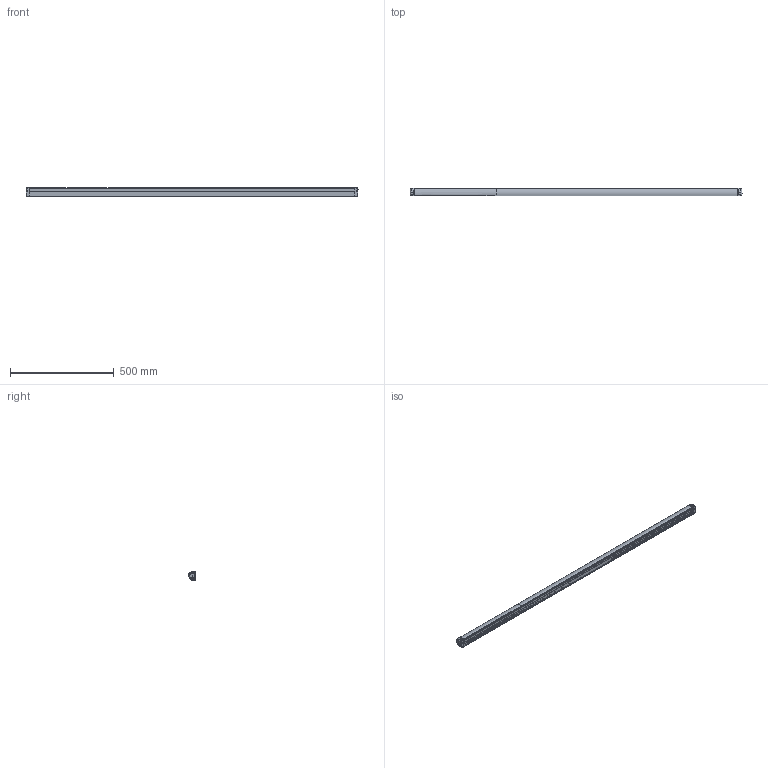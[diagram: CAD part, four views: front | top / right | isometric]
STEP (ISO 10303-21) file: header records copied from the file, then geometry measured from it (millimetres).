
FILE_DESCRIPTION((''),'2;1');
FILE_NAME('PROFIL_ENDDECKEL_SW0002','2012-02-23T',('dhelisch'),(''),'PRO/ENGINEER BY PARAMETRIC TECHNOLOGY CORPORATION, 2007250','PRO/ENGINEER BY PARAMETRIC TECHNOLOGY CORPORATION, 2007250','');
FILE_SCHEMA(('CONFIG_CONTROL_DESIGN'));
Length unit declared in the file: millimetre
Products named in the file (1): PROFIL_ENDDECKEL_SW0002
Bounding box: 1599.87 x 38.07 x 43.72 mm (x, y, z)
Volume: 426708.2 mm3; surface area: 516028.4 mm2
Topology: 1 solids, 1 shells, 745 faces, 1977 edges, 1232 vertices
Faces by surface type: plane 215, cylinder 213, bspline 196, cone 64, torus 57
Entity records: 31866 total; most frequent: CARTESIAN_POINT 15106, ORIENTED_EDGE 3948, DIRECTION 2853, EDGE_CURVE 1974, VERTEX_POINT 1232, AXIS2_PLACEMENT_3D 1044, VECTOR 765, LINE 765
